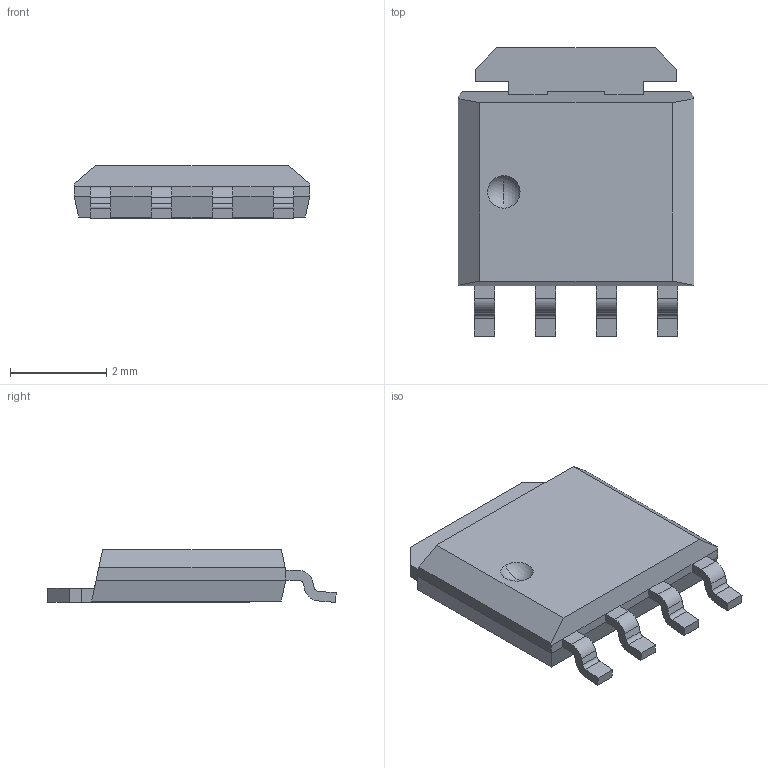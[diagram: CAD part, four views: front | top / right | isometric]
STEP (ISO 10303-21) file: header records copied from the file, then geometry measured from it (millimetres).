
FILE_DESCRIPTION (( 'STEP AP214' ), '1' );
FILE_NAME ('User Library-LFPAK-1.STEP', '2017-05-11T13:21:37', ( 'Windows User' ), ( '' ), 'SwSTEP 2.0', 'SolidWorks 2017', '' );
FILE_SCHEMA (( 'AUTOMOTIVE_DESIGN' ));
Length unit declared in the file: millimetre
Products named in the file (1): User Library-LFPAK-1
Bounding box: 4.9 x 6 x 1.1 mm (x, y, z)
Volume: 21.3 mm3; surface area: 69.4 mm2
Topology: 1 solids, 1 shells, 91 faces, 249 edges, 160 vertices
Faces by surface type: plane 73, cylinder 16, sphere 2
Entity records: 3081 total; most frequent: CARTESIAN_POINT 501, ORIENTED_EDGE 498, DIRECTION 468, EDGE_CURVE 249, VECTOR 214, LINE 214, VERTEX_POINT 160, AXIS2_PLACEMENT_3D 127
